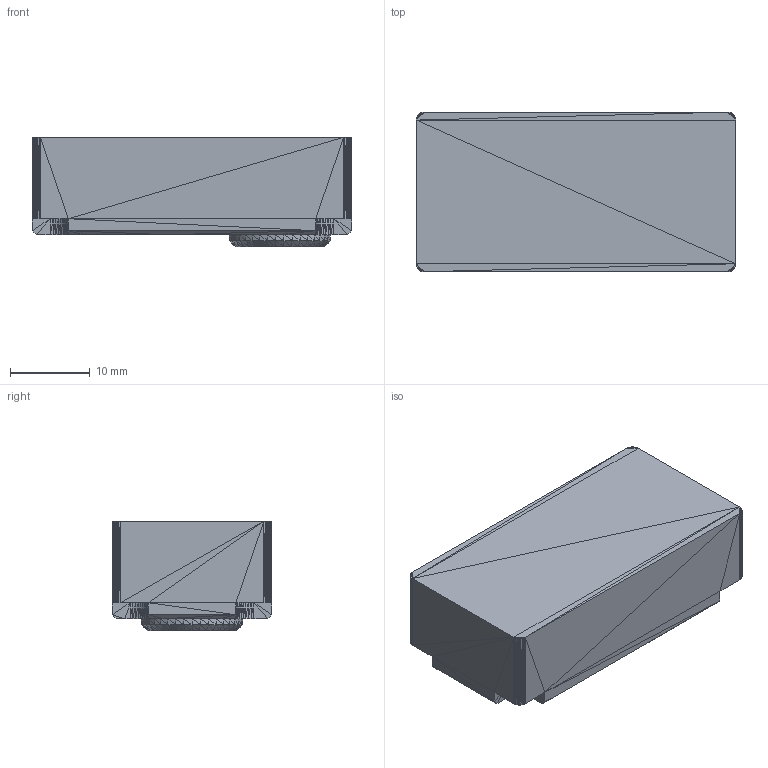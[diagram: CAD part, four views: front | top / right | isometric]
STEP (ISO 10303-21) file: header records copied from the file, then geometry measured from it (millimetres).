
FILE_DESCRIPTION (( 'STEP AP203' ), '1' );
FILE_NAME ('RDS3225 v7 motor - RDS3225 v7.step-1 RDS3225.step-1_Default_sldprt.STEP', '2022-10-22T11:56:59', ( '' ), ( '' ), 'SwSTEP 2.0', 'SolidWorks 2017', '' );
FILE_SCHEMA (( 'CONFIG_CONTROL_DESIGN' ));
Length unit declared in the file: millimetre
Products named in the file (1): RDS3225 v7 motor - RDS3225 v7.step-1 RDS3225.step-1_Default_sldprt
Bounding box: 40 x 20 x 13.7 mm (x, y, z)
Volume: 9697.5 mm3; surface area: 3205.4 mm2
Topology: 1 solids, 1 shells, 2062 faces, 3093 edges, 1033 vertices
Faces by surface type: plane 2062
Entity records: 40298 total; most frequent: DIRECTION 7219, CARTESIAN_POINT 6189, ORIENTED_EDGE 6186, LINE 3093, VECTOR 3093, EDGE_CURVE 3093, AXIS2_PLACEMENT_3D 2063, EDGE_LOOP 2062
